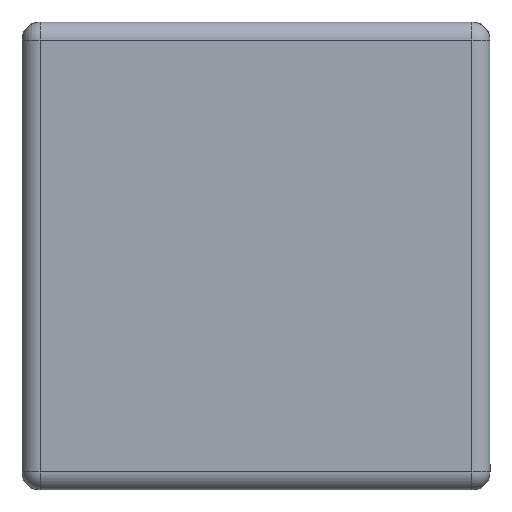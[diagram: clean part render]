
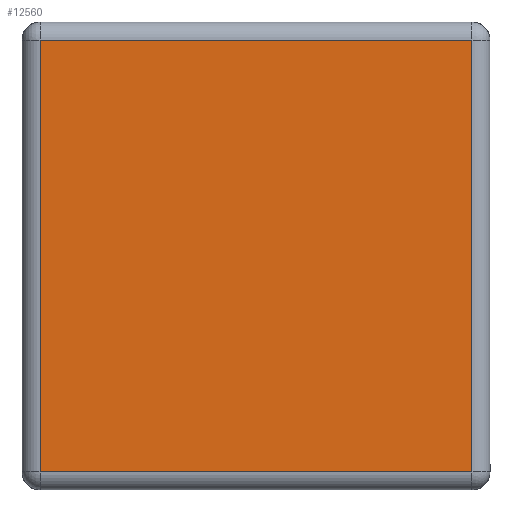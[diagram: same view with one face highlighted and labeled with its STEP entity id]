
A CAD part, left-side view. The second image highlights one B-rep face of the part: STEP entity #12560.
In plain terms, the highlighted planar face has unit normal (-1, 0, 0).
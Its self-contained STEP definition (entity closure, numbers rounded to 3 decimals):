
#570 = EDGE_LOOP ( 'NONE', ( #5280, #4972, #6004, #17030 ) ) ;
#1282 = VERTEX_POINT ( 'NONE', #7043 ) ;
#1563 = VERTEX_POINT ( 'NONE', #14771 ) ;
#1567 = EDGE_CURVE ( 'NONE', #2238, #1282, #8331, .T. ) ;
#1637 = PLANE ( 'NONE',  #3381 ) ;
#2145 = CARTESIAN_POINT ( 'NONE',  ( -1., -0.65, -0.6 ) ) ;
#2238 = VERTEX_POINT ( 'NONE', #12797 ) ;
#2885 = VECTOR ( 'NONE', #15265, 1000. ) ;
#3025 = VERTEX_POINT ( 'NONE', #6885 ) ;
#3381 = AXIS2_PLACEMENT_3D ( 'NONE', #12043, #12289, #5642 ) ;
#4926 = CARTESIAN_POINT ( 'NONE',  ( -1., 0.65, 0.6 ) ) ;
#4972 = ORIENTED_EDGE ( 'NONE', *, *, #14670, .T. ) ;
#5048 = CARTESIAN_POINT ( 'NONE',  ( -1., 0.6, -0.65 ) ) ;
#5280 = ORIENTED_EDGE ( 'NONE', *, *, #5292, .T. ) ;
#5292 = EDGE_CURVE ( 'NONE', #1282, #3025, #9039, .T. ) ;
#5642 = DIRECTION ( 'NONE',  ( 0., 0., -1. ) ) ;
#6004 = ORIENTED_EDGE ( 'NONE', *, *, #9024, .T. ) ;
#6571 = DIRECTION ( 'NONE',  ( 0., 0., 1. ) ) ;
#6885 = CARTESIAN_POINT ( 'NONE',  ( -1., 0.6, 0.6 ) ) ;
#7043 = CARTESIAN_POINT ( 'NONE',  ( -1., -0.6, 0.6 ) ) ;
#8183 = FACE_OUTER_BOUND ( 'NONE', #570, .T. ) ;
#8287 = VECTOR ( 'NONE', #10197, 1000. ) ;
#8331 = LINE ( 'NONE', #13575, #16821 ) ;
#9024 = EDGE_CURVE ( 'NONE', #1563, #2238, #11413, .T. ) ;
#9039 = LINE ( 'NONE', #4926, #15633 ) ;
#10197 = DIRECTION ( 'NONE',  ( 0., -1., 0. ) ) ;
#11413 = LINE ( 'NONE', #2145, #8287 ) ;
#11706 = LINE ( 'NONE', #5048, #2885 ) ;
#12043 = CARTESIAN_POINT ( 'NONE',  ( -1., 0., 0. ) ) ;
#12289 = DIRECTION ( 'NONE',  ( -1., 0., 0. ) ) ;
#12560 = ADVANCED_FACE ( 'NONE', ( #8183 ), #1637, .T. ) ;
#12797 = CARTESIAN_POINT ( 'NONE',  ( -1., -0.6, -0.6 ) ) ;
#13575 = CARTESIAN_POINT ( 'NONE',  ( -1., -0.6, 0.65 ) ) ;
#14499 = DIRECTION ( 'NONE',  ( 0., 1., 0. ) ) ;
#14670 = EDGE_CURVE ( 'NONE', #3025, #1563, #11706, .T. ) ;
#14771 = CARTESIAN_POINT ( 'NONE',  ( -1., 0.6, -0.6 ) ) ;
#15265 = DIRECTION ( 'NONE',  ( 0., 0., -1. ) ) ;
#15633 = VECTOR ( 'NONE', #14499, 1000. ) ;
#16821 = VECTOR ( 'NONE', #6571, 1000. ) ;
#17030 = ORIENTED_EDGE ( 'NONE', *, *, #1567, .T. ) ;
